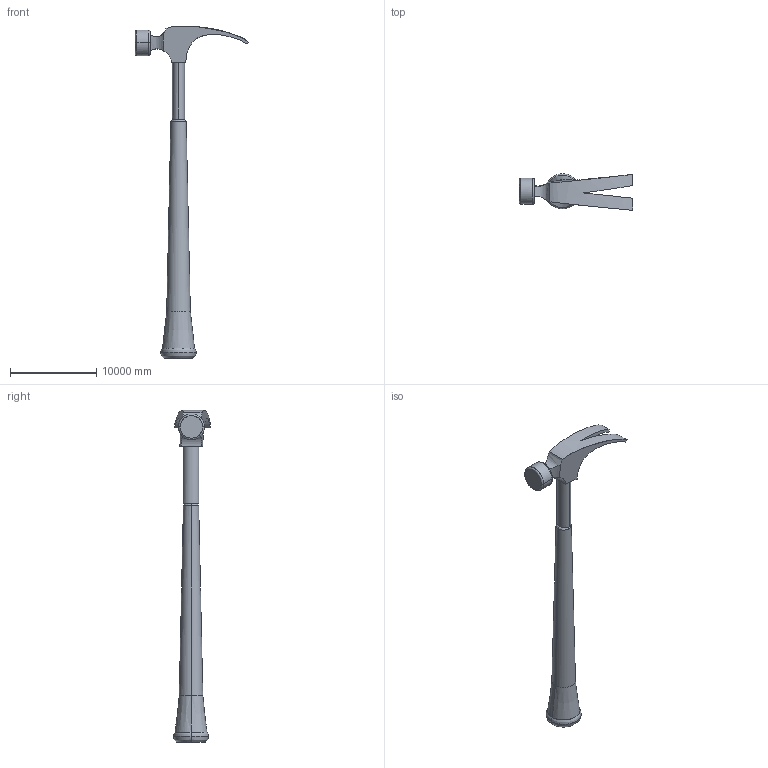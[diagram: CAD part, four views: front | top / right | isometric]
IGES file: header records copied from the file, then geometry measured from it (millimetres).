
Global section: file name: Filename.iges; native system: MATRA-DATAVISION EUCLID-QUANTUM; preprocessor: OL-1.5A on Windows NT Version 4.0; author: den; organization: Matra Datavision; date: 980305.114724; units: millimetre
Bounding box: 13178.79 x 4288.54 x 38430.6 mm (x, y, z)
Surface area: 397760734.3 mm2 (no closed solid volume)
Topology: 0 solids, 0 shells, 45 faces, 208 edges, 208 vertices
Faces by surface type: bspline 45
